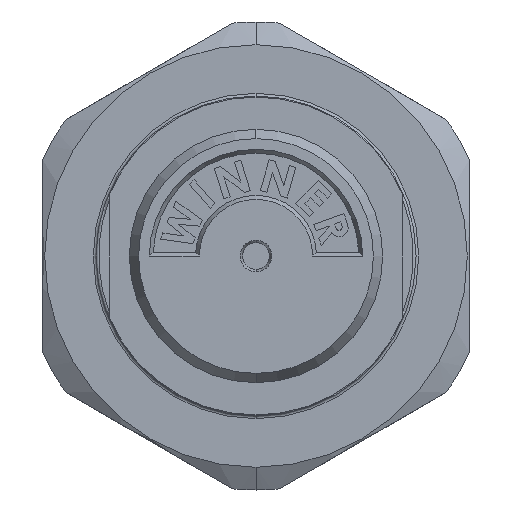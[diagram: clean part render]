
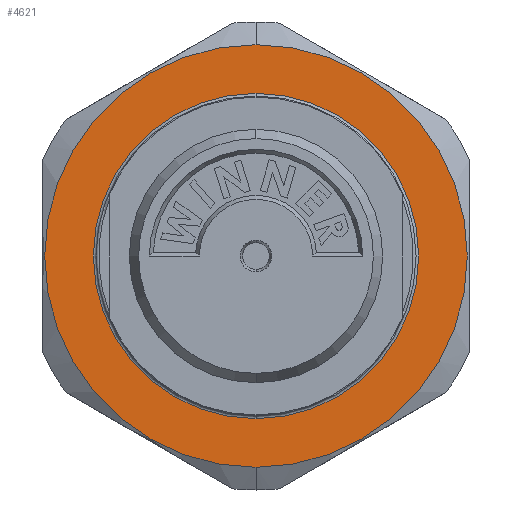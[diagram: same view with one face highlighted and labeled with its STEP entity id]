
A CAD part, left-side view. The second image highlights one B-rep face of the part: STEP entity #4621.
In plain terms, the highlighted planar face has unit normal (-1, 0, 0).
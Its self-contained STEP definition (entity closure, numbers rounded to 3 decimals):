
#288 = CARTESIAN_POINT ( 'NONE',  ( -77.218, 0., 0. ) ) ;
#745 = DIRECTION ( 'NONE',  ( 0., 0., 1. ) ) ;
#835 = DIRECTION ( 'NONE',  ( 0., 0., 1. ) ) ;
#972 = CARTESIAN_POINT ( 'NONE',  ( -77.218, 0., 0. ) ) ;
#976 = DIRECTION ( 'NONE',  ( 0., 0., 1. ) ) ;
#1158 = DIRECTION ( 'NONE',  ( 0., 0., 1. ) ) ;
#1193 = EDGE_CURVE ( 'NONE', #4947, #5568, #2373, .T. ) ;
#1616 = DIRECTION ( 'NONE',  ( 1., 0., 0. ) ) ;
#1934 = CARTESIAN_POINT ( 'NONE',  ( -77.218, 0., 0. ) ) ;
#2294 = AXIS2_PLACEMENT_3D ( 'NONE', #3818, #1616, #8893 ) ;
#2372 = PLANE ( 'NONE',  #5402 ) ;
#2373 = CIRCLE ( 'NONE', #2294, 12.2 ) ;
#2449 = AXIS2_PLACEMENT_3D ( 'NONE', #972, #6099, #835 ) ;
#2851 = CIRCLE ( 'NONE', #2449, 15.85 ) ;
#2858 = ORIENTED_EDGE ( 'NONE', *, *, #1193, .T. ) ;
#2915 = CARTESIAN_POINT ( 'NONE',  ( -77.218, 0., -12.2 ) ) ;
#3016 = ORIENTED_EDGE ( 'NONE', *, *, #6728, .T. ) ;
#3106 = VERTEX_POINT ( 'NONE', #4257 ) ;
#3220 = CARTESIAN_POINT ( 'NONE',  ( -77.218, 0., 12.2 ) ) ;
#3325 = ORIENTED_EDGE ( 'NONE', *, *, #8935, .T. ) ;
#3697 = FACE_OUTER_BOUND ( 'NONE', #4986, .T. ) ;
#3818 = CARTESIAN_POINT ( 'NONE',  ( -77.218, 0., 0. ) ) ;
#4040 = FACE_BOUND ( 'NONE', #5664, .T. ) ;
#4257 = CARTESIAN_POINT ( 'NONE',  ( -77.218, 0., -15.85 ) ) ;
#4472 = ORIENTED_EDGE ( 'NONE', *, *, #9018, .T. ) ;
#4486 = DIRECTION ( 'NONE',  ( -1., 0., 0. ) ) ;
#4491 = AXIS2_PLACEMENT_3D ( 'NONE', #288, #7549, #976 ) ;
#4621 = ADVANCED_FACE ( 'NONE', ( #3697, #4040 ), #2372, .T. ) ;
#4947 = VERTEX_POINT ( 'NONE', #2915 ) ;
#4986 = EDGE_LOOP ( 'NONE', ( #3325, #3016 ) ) ;
#5402 = AXIS2_PLACEMENT_3D ( 'NONE', #8086, #4486, #745 ) ;
#5568 = VERTEX_POINT ( 'NONE', #3220 ) ;
#5590 = CARTESIAN_POINT ( 'NONE',  ( -77.218, 0., 15.85 ) ) ;
#5635 = DIRECTION ( 'NONE',  ( 1., 0., 0. ) ) ;
#5664 = EDGE_LOOP ( 'NONE', ( #4472, #2858 ) ) ;
#6099 = DIRECTION ( 'NONE',  ( -1., 0., 0. ) ) ;
#6728 = EDGE_CURVE ( 'NONE', #7387, #3106, #2851, .T. ) ;
#7175 = CIRCLE ( 'NONE', #7260, 12.2 ) ;
#7260 = AXIS2_PLACEMENT_3D ( 'NONE', #1934, #5635, #1158 ) ;
#7387 = VERTEX_POINT ( 'NONE', #5590 ) ;
#7395 = CIRCLE ( 'NONE', #4491, 15.85 ) ;
#7549 = DIRECTION ( 'NONE',  ( -1., 0., 0. ) ) ;
#8086 = CARTESIAN_POINT ( 'NONE',  ( -77.218, 0., 18.475 ) ) ;
#8893 = DIRECTION ( 'NONE',  ( 0., 0., 1. ) ) ;
#8935 = EDGE_CURVE ( 'NONE', #3106, #7387, #7395, .T. ) ;
#9018 = EDGE_CURVE ( 'NONE', #5568, #4947, #7175, .T. ) ;
